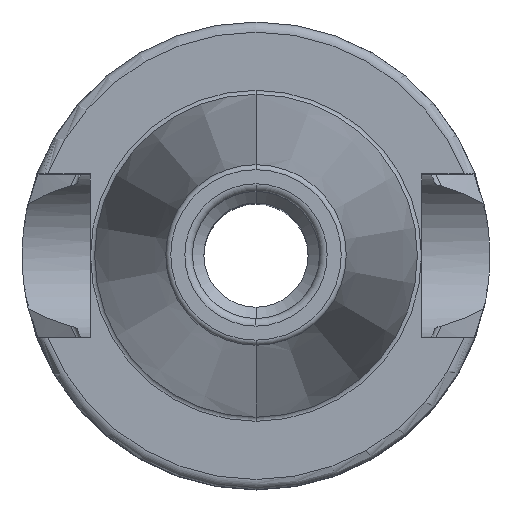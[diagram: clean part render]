
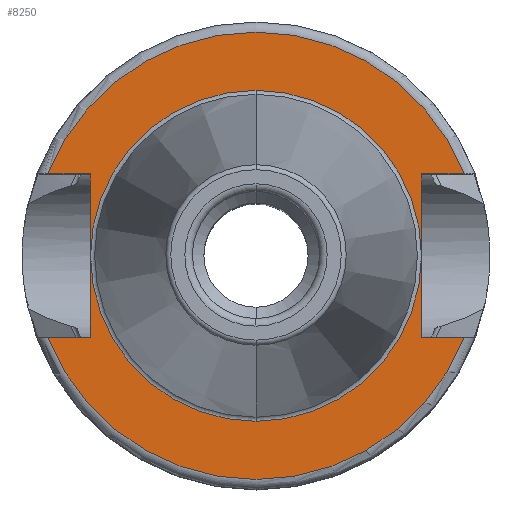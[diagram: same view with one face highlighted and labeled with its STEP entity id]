
A CAD part, top view. The second image highlights one B-rep face of the part: STEP entity #8250.
In plain terms, the highlighted planar face has unit normal (0, 0, 1).
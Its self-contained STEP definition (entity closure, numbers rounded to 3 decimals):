
#2460=DIRECTION('',(1,0,0));
#2461=VECTOR('',#2460,4.174);
#2462=CARTESIAN_POINT('',(-20.474,-8.05,20));
#2463=LINE('',#2462,#2461);
#2464=DIRECTION('',(0,1,0));
#2465=VECTOR('',#2464,16.1);
#2466=CARTESIAN_POINT('',(-16.3,-8.05,20));
#2467=LINE('',#2466,#2465);
#2468=DIRECTION('',(1,0,0));
#2469=VECTOR('',#2468,4.174);
#2470=CARTESIAN_POINT('',(-20.474,8.05,20));
#2471=LINE('',#2470,#2469);
#2472=DIRECTION('',(-1,0,0));
#2473=VECTOR('',#2472,4.174);
#2474=CARTESIAN_POINT('',(20.474,8.05,20));
#2475=LINE('',#2474,#2473);
#2476=DIRECTION('',(0,-1,0));
#2477=VECTOR('',#2476,16.1);
#2478=CARTESIAN_POINT('',(16.3,8.05,20));
#2479=LINE('',#2478,#2477);
#2480=DIRECTION('',(-1,0,0));
#2481=VECTOR('',#2480,4.174);
#2482=CARTESIAN_POINT('',(20.474,-8.05,20));
#2483=LINE('',#2482,#2481);
#2494=CARTESIAN_POINT('',(0,0,20));
#2495=DIRECTION('',(0,0,1));
#2496=DIRECTION('',(0,1,0));
#2497=AXIS2_PLACEMENT_3D('',#2494,#2495,#2496);
#2499=CARTESIAN_POINT('',(0,0,20));
#2500=DIRECTION('',(0,0,-1));
#2501=DIRECTION('',(0,1,0));
#2502=AXIS2_PLACEMENT_3D('',#2499,#2500,#2501);
#2739=CARTESIAN_POINT('',(0,0,20));
#2740=DIRECTION('',(0,0,1));
#2741=DIRECTION('',(-0.931,-0.366,0));
#2742=AXIS2_PLACEMENT_3D('',#2739,#2740,#2741);
#2756=CARTESIAN_POINT('',(0,0,20));
#2757=DIRECTION('',(0,0,1));
#2758=DIRECTION('',(0.931,0.366,0));
#2759=AXIS2_PLACEMENT_3D('',#2756,#2757,#2758);
#3565=CARTESIAN_POINT('',(-20.474,-8.05,20));
#3566=CARTESIAN_POINT('',(-16.3,-8.05,20));
#3567=VERTEX_POINT('',#3565);
#3568=VERTEX_POINT('',#3566);
#3569=CARTESIAN_POINT('',(-16.3,8.05,20));
#3570=VERTEX_POINT('',#3569);
#3571=CARTESIAN_POINT('',(-20.474,8.05,20));
#3572=VERTEX_POINT('',#3571);
#3573=CARTESIAN_POINT('',(16.3,8.05,20));
#3574=CARTESIAN_POINT('',(16.3,-8.05,20));
#3575=VERTEX_POINT('',#3573);
#3576=VERTEX_POINT('',#3574);
#3577=CARTESIAN_POINT('',(20.474,-8.05,20));
#3578=VERTEX_POINT('',#3577);
#3579=CARTESIAN_POINT('',(20.474,8.05,20));
#3580=VERTEX_POINT('',#3579);
#3623=CARTESIAN_POINT('',(0,16.275,20));
#3625=VERTEX_POINT('',#3623);
#3629=CARTESIAN_POINT('',(0,-16.275,20));
#3631=VERTEX_POINT('',#3629);
#8227=CARTESIAN_POINT('',(0,0,20));
#8228=DIRECTION('',(0,0,-1));
#8229=DIRECTION('',(0,-1,0));
#8230=AXIS2_PLACEMENT_3D('',#8227,#8228,#8229);
#8231=PLANE('',#8230);
#8232=ORIENTED_EDGE('',*,*,#8218,.T.);
#8233=ORIENTED_EDGE('',*,*,#8043,.T.);
#8234=ORIENTED_EDGE('',*,*,#8062,.F.);
#8236=ORIENTED_EDGE('',*,*,#8235,.F.);
#8237=ORIENTED_EDGE('',*,*,#8143,.T.);
#8238=ORIENTED_EDGE('',*,*,#8161,.T.);
#8239=ORIENTED_EDGE('',*,*,#8178,.F.);
#8241=ORIENTED_EDGE('',*,*,#8240,.F.);
#8242=EDGE_LOOP('',(#8232,#8233,#8234,#8236,#8237,#8238,#8239,#8241));
#8243=FACE_OUTER_BOUND('',#8242,.F.);
#8245=ORIENTED_EDGE('',*,*,#8244,.T.);
#8247=ORIENTED_EDGE('',*,*,#8246,.F.);
#8248=EDGE_LOOP('',(#8245,#8247));
#8249=FACE_BOUND('',#8248,.F.);
#8250=ADVANCED_FACE('',(#8243,#8249),#8231,.F.);
#2498=CIRCLE('',#2497,16.275);
#2503=CIRCLE('',#2502,16.275);
#2743=CIRCLE('',#2742,22);
#2760=CIRCLE('',#2759,22);
#8043=EDGE_CURVE('',#3568,#3570,#2467,.T.);
#8062=EDGE_CURVE('',#3572,#3570,#2471,.T.);
#8143=EDGE_CURVE('',#3580,#3575,#2475,.T.);
#8161=EDGE_CURVE('',#3575,#3576,#2479,.T.);
#8178=EDGE_CURVE('',#3578,#3576,#2483,.T.);
#8218=EDGE_CURVE('',#3567,#3568,#2463,.T.);
#8235=EDGE_CURVE('',#3580,#3572,#2760,.T.);
#8240=EDGE_CURVE('',#3567,#3578,#2743,.T.);
#8244=EDGE_CURVE('',#3625,#3631,#2498,.T.);
#8246=EDGE_CURVE('',#3625,#3631,#2503,.T.);
